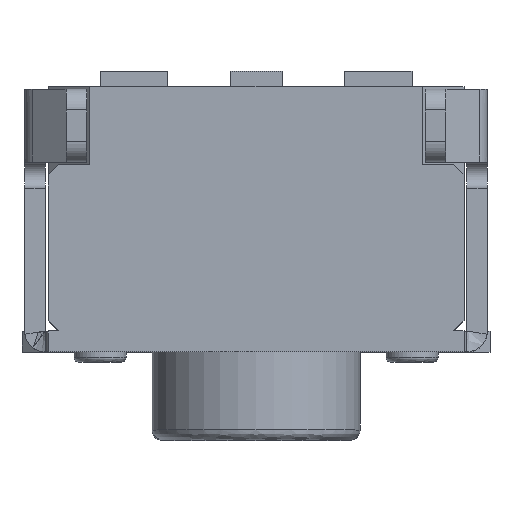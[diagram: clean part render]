
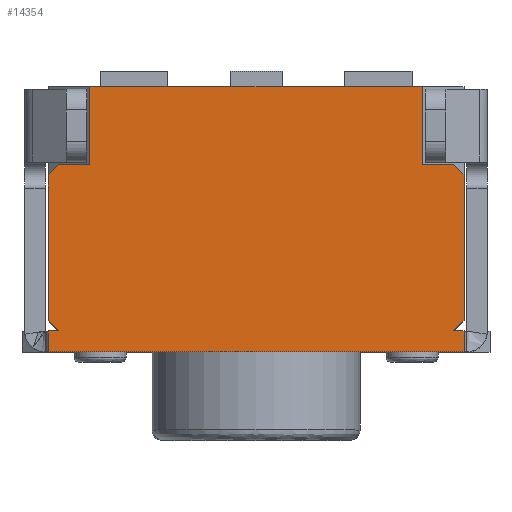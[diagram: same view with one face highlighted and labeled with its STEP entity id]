
A CAD part, top view. The second image highlights one B-rep face of the part: STEP entity #14354.
In plain terms, the highlighted planar face has unit normal (0, 0, 1).
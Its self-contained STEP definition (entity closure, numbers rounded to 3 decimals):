
#14354 = ADVANCED_FACE('',(#14355),#14485,.T.);
#14355 = FACE_BOUND('',#14356,.T.);
#14356 = EDGE_LOOP('',(#14357,#14367,#14375,#14383,#14391,#14399,#14407,
    #14415,#14423,#14431,#14439,#14447,#14455,#14463,#14471,#14479));
#14357 = ORIENTED_EDGE('',*,*,#14358,.T.);
#14358 = EDGE_CURVE('',#14359,#14361,#14363,.T.);
#14359 = VERTEX_POINT('',#14360);
#14360 = CARTESIAN_POINT('',(-1.6,0.6,3.297));
#14361 = VERTEX_POINT('',#14362);
#14362 = CARTESIAN_POINT('',(-1.9,0.6,3.297));
#14363 = LINE('',#14364,#14365);
#14364 = CARTESIAN_POINT('',(0.,0.6,
    3.297));
#14365 = VECTOR('',#14366,1.);
#14366 = DIRECTION('',(-1.,0.,0.));
#14367 = ORIENTED_EDGE('',*,*,#14368,.T.);
#14368 = EDGE_CURVE('',#14361,#14369,#14371,.T.);
#14369 = VERTEX_POINT('',#14370);
#14370 = CARTESIAN_POINT('',(-2.,0.5,3.297));
#14371 = LINE('',#14372,#14373);
#14372 = CARTESIAN_POINT('',(-1.9,0.6,
    3.297));
#14373 = VECTOR('',#14374,1.);
#14374 = DIRECTION('',(-0.707,-0.707,
    0.));
#14375 = ORIENTED_EDGE('',*,*,#14376,.T.);
#14376 = EDGE_CURVE('',#14369,#14377,#14379,.T.);
#14377 = VERTEX_POINT('',#14378);
#14378 = CARTESIAN_POINT('',(-2.,-0.9,3.297));
#14379 = LINE('',#14380,#14381);
#14380 = CARTESIAN_POINT('',(-2.,0.075,3.297));
#14381 = VECTOR('',#14382,1.);
#14382 = DIRECTION('',(0.,-1.,0.));
#14383 = ORIENTED_EDGE('',*,*,#14384,.F.);
#14384 = EDGE_CURVE('',#14385,#14377,#14387,.T.);
#14385 = VERTEX_POINT('',#14386);
#14386 = CARTESIAN_POINT('',(-1.9,-1.,3.297));
#14387 = LINE('',#14388,#14389);
#14388 = CARTESIAN_POINT('',(-1.95,-0.95,
    3.297));
#14389 = VECTOR('',#14390,1.);
#14390 = DIRECTION('',(-0.707,0.707,
    0.));
#14391 = ORIENTED_EDGE('',*,*,#14392,.T.);
#14392 = EDGE_CURVE('',#14385,#14393,#14395,.T.);
#14393 = VERTEX_POINT('',#14394);
#14394 = CARTESIAN_POINT('',(-2.,-1.,3.297));
#14395 = LINE('',#14396,#14397);
#14396 = CARTESIAN_POINT('',(0.,-1.,
    3.297));
#14397 = VECTOR('',#14398,1.);
#14398 = DIRECTION('',(-1.,0.,0.));
#14399 = ORIENTED_EDGE('',*,*,#14400,.T.);
#14400 = EDGE_CURVE('',#14393,#14401,#14403,.T.);
#14401 = VERTEX_POINT('',#14402);
#14402 = CARTESIAN_POINT('',(-2.,-1.2,3.297));
#14403 = LINE('',#14404,#14405);
#14404 = CARTESIAN_POINT('',(-2.,0.075,3.297));
#14405 = VECTOR('',#14406,1.);
#14406 = DIRECTION('',(0.,-1.,0.));
#14407 = ORIENTED_EDGE('',*,*,#14408,.T.);
#14408 = EDGE_CURVE('',#14401,#14409,#14411,.T.);
#14409 = VERTEX_POINT('',#14410);
#14410 = CARTESIAN_POINT('',(2.,-1.2,3.297));
#14411 = LINE('',#14412,#14413);
#14412 = CARTESIAN_POINT('',(0.,-1.2,
    3.297));
#14413 = VECTOR('',#14414,1.);
#14414 = DIRECTION('',(1.,0.,0.));
#14415 = ORIENTED_EDGE('',*,*,#14416,.T.);
#14416 = EDGE_CURVE('',#14409,#14417,#14419,.T.);
#14417 = VERTEX_POINT('',#14418);
#14418 = CARTESIAN_POINT('',(2.,-1.,3.297));
#14419 = LINE('',#14420,#14421);
#14420 = CARTESIAN_POINT('',(2.,0.075,
    3.297));
#14421 = VECTOR('',#14422,1.);
#14422 = DIRECTION('',(0.,1.,0.));
#14423 = ORIENTED_EDGE('',*,*,#14424,.T.);
#14424 = EDGE_CURVE('',#14417,#14425,#14427,.T.);
#14425 = VERTEX_POINT('',#14426);
#14426 = CARTESIAN_POINT('',(1.9,-1.,3.297));
#14427 = LINE('',#14428,#14429);
#14428 = CARTESIAN_POINT('',(0.,-1.,
    3.297));
#14429 = VECTOR('',#14430,1.);
#14430 = DIRECTION('',(-1.,0.,0.));
#14431 = ORIENTED_EDGE('',*,*,#14432,.F.);
#14432 = EDGE_CURVE('',#14433,#14425,#14435,.T.);
#14433 = VERTEX_POINT('',#14434);
#14434 = CARTESIAN_POINT('',(2.,-0.9,3.297));
#14435 = LINE('',#14436,#14437);
#14436 = CARTESIAN_POINT('',(1.95,-0.95,
    3.297));
#14437 = VECTOR('',#14438,1.);
#14438 = DIRECTION('',(-0.707,-0.707,
    0.));
#14439 = ORIENTED_EDGE('',*,*,#14440,.F.);
#14440 = EDGE_CURVE('',#14441,#14433,#14443,.T.);
#14441 = VERTEX_POINT('',#14442);
#14442 = CARTESIAN_POINT('',(2.,0.5,3.297));
#14443 = LINE('',#14444,#14445);
#14444 = CARTESIAN_POINT('',(2.,0.225,3.297
    ));
#14445 = VECTOR('',#14446,1.);
#14446 = DIRECTION('',(0.,-1.,0.));
#14447 = ORIENTED_EDGE('',*,*,#14448,.T.);
#14448 = EDGE_CURVE('',#14441,#14449,#14451,.T.);
#14449 = VERTEX_POINT('',#14450);
#14450 = CARTESIAN_POINT('',(1.9,0.6,3.297));
#14451 = LINE('',#14452,#14453);
#14452 = CARTESIAN_POINT('',(2.,0.5,3.297
    ));
#14453 = VECTOR('',#14454,1.);
#14454 = DIRECTION('',(-0.707,0.707,
    0.));
#14455 = ORIENTED_EDGE('',*,*,#14456,.T.);
#14456 = EDGE_CURVE('',#14449,#14457,#14459,.T.);
#14457 = VERTEX_POINT('',#14458);
#14458 = CARTESIAN_POINT('',(1.6,0.6,3.297));
#14459 = LINE('',#14460,#14461);
#14460 = CARTESIAN_POINT('',(0.,0.6,
    3.297));
#14461 = VECTOR('',#14462,1.);
#14462 = DIRECTION('',(-1.,0.,0.));
#14463 = ORIENTED_EDGE('',*,*,#14464,.T.);
#14464 = EDGE_CURVE('',#14457,#14465,#14467,.T.);
#14465 = VERTEX_POINT('',#14466);
#14466 = CARTESIAN_POINT('',(1.6,1.35,3.297));
#14467 = LINE('',#14468,#14469);
#14468 = CARTESIAN_POINT('',(1.6,0.075,
    3.297));
#14469 = VECTOR('',#14470,1.);
#14470 = DIRECTION('',(0.,1.,0.));
#14471 = ORIENTED_EDGE('',*,*,#14472,.T.);
#14472 = EDGE_CURVE('',#14465,#14473,#14475,.T.);
#14473 = VERTEX_POINT('',#14474);
#14474 = CARTESIAN_POINT('',(-1.6,1.35,3.297));
#14475 = LINE('',#14476,#14477);
#14476 = CARTESIAN_POINT('',(0.,1.35,
    3.297));
#14477 = VECTOR('',#14478,1.);
#14478 = DIRECTION('',(-1.,0.,0.));
#14479 = ORIENTED_EDGE('',*,*,#14480,.T.);
#14480 = EDGE_CURVE('',#14473,#14359,#14481,.T.);
#14481 = LINE('',#14482,#14483);
#14482 = CARTESIAN_POINT('',(-1.6,0.075,
    3.297));
#14483 = VECTOR('',#14484,1.);
#14484 = DIRECTION('',(0.,-1.,0.));
#14485 = PLANE('',#14486);
#14486 = AXIS2_PLACEMENT_3D('',#14487,#14488,#14489);
#14487 = CARTESIAN_POINT('',(0.,0.075,3.297));
#14488 = DIRECTION('',(0.,0.,1.));
#14489 = DIRECTION('',(1.,0.,0.));
